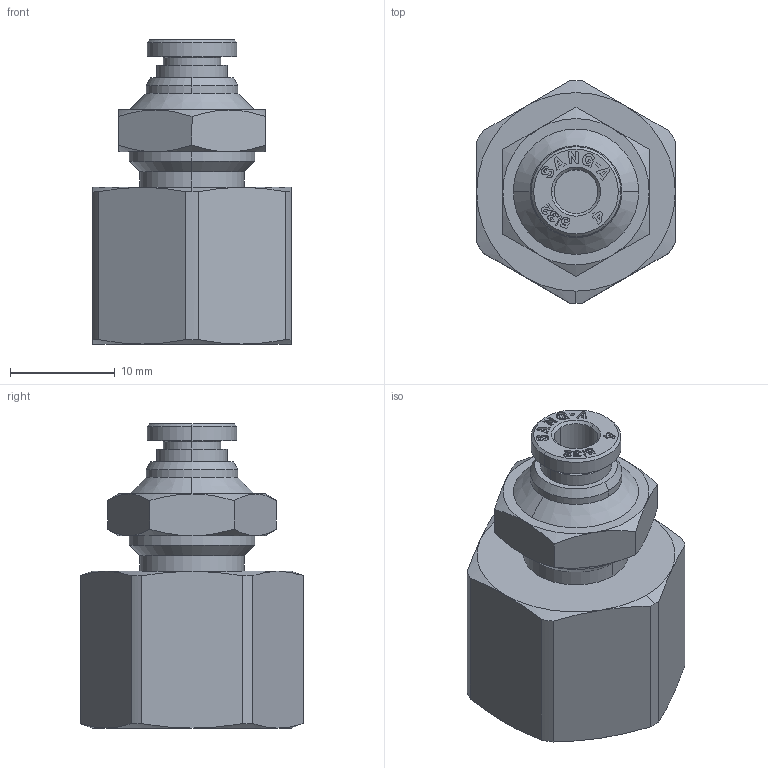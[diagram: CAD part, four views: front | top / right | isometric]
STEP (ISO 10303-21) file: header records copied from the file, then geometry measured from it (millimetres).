
FILE_DESCRIPTION (( 'STEP AP214' ), '1' );
FILE_NAME ('PMF04-G03.stp', '2015-09-23T10:30:14', ( '' ), ( '' ), 'SwSTEP 2.0', 'SolidWorks 2015', '' );
FILE_SCHEMA (( 'AUTOMOTIVE_DESIGN' ));
Length unit declared in the file: millimetre
Products named in the file (2): PMF04-G03; ｦ+ﾃｦ1
Assembly tree (1 placements, depth 2):
  PMF04-G03
    ｦ+ﾃｦ1
Bounding box: 19 x 21.3 x 29.1 mm (x, y, z)
Volume: 3643.4 mm3; surface area: 2981.4 mm2
Topology: 1 solids, 1 shells, 443 faces, 1222 edges, 803 vertices
Faces by surface type: plane 348, cone 42, cylinder 27, bspline 26
Entity records: 14529 total; most frequent: CARTESIAN_POINT 3258, ORIENTED_EDGE 2444, DIRECTION 2055, EDGE_CURVE 1222, VECTOR 1007, LINE 1007, VERTEX_POINT 803, AXIS2_PLACEMENT_3D 524
